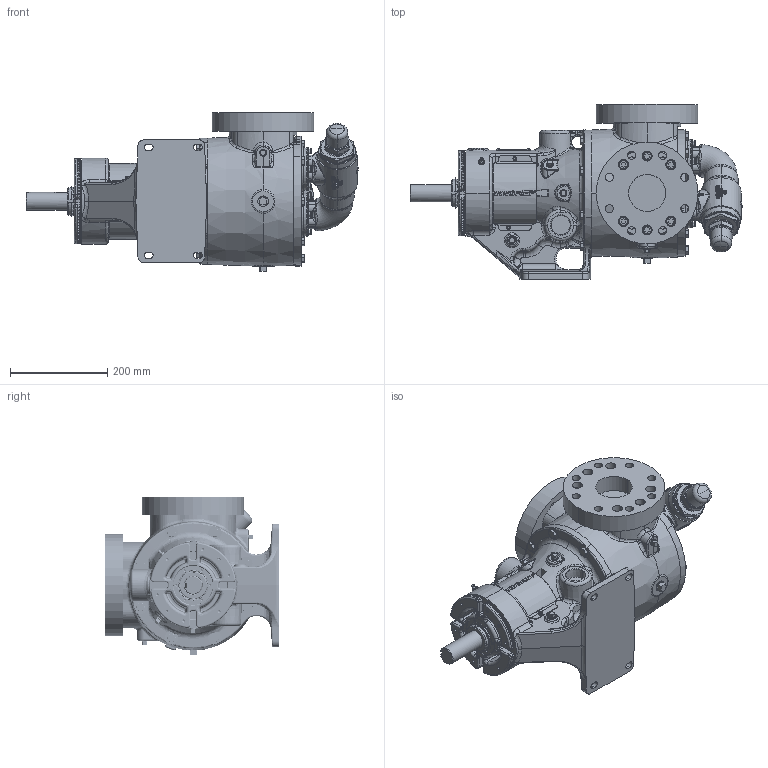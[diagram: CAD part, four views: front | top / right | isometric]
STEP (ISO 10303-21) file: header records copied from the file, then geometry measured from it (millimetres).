
FILE_DESCRIPTION (( 'STEP AP214' ), '1' );
FILE_NAME ('LV-4824.step', '2025-12-05T13:59:18', ( '' ), ( '' ), 'SwSTEP 2.0', 'SolidWorks 2024', '' );
FILE_SCHEMA (( 'AUTOMOTIVE_DESIGN' ));
Length unit declared in the file: inch
Products named in the file (1): LV-4824
Bounding box: 684.39 x 360.36 x 326.71 mm (x, y, z)
Volume: 21345908.1 mm3; surface area: 1050313.2 mm2
Topology: 1 solids, 1 shells, 5729 faces, 14781 edges, 9233 vertices
Faces by surface type: plane 1933, bspline 1674, cylinder 1118, cone 731, torus 201, sphere 72
Entity records: 260860 total; most frequent: CARTESIAN_POINT 135149, ORIENTED_EDGE 29300, DIRECTION 21616, EDGE_CURVE 14650, VERTEX_POINT 9230, AXIS2_PLACEMENT_3D 8071, EDGE_LOOP 6092, ADVANCED_FACE 5729
